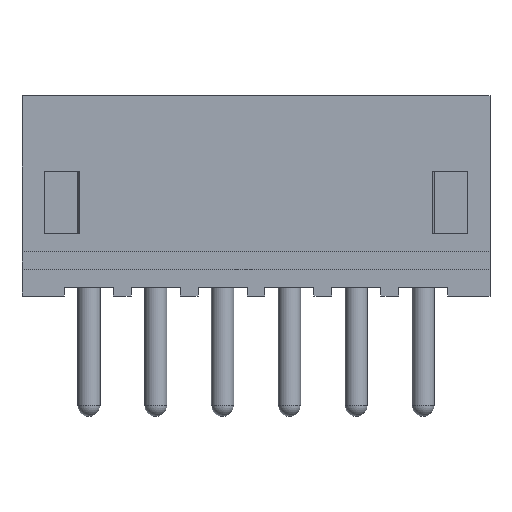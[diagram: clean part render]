
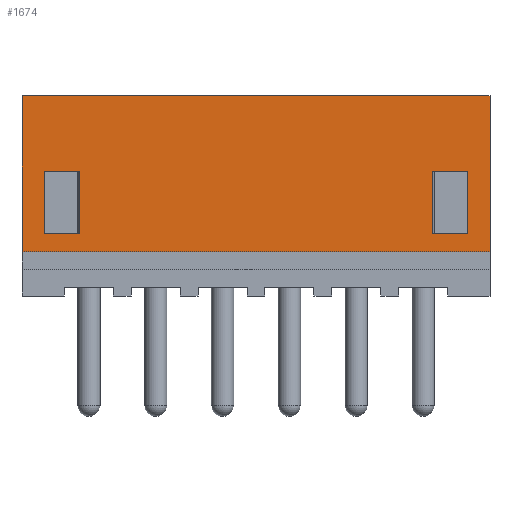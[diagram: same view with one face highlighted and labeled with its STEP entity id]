
A CAD part, left-side view. The second image highlights one B-rep face of the part: STEP entity #1674.
In plain terms, the highlighted planar face has unit normal (-1, 0, 0).
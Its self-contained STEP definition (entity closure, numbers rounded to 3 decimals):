
#26=FACE_BOUND('',#301,.T.);
#27=FACE_BOUND('',#302,.T.);
#202=FACE_OUTER_BOUND('',#300,.T.);
#300=EDGE_LOOP('',(#1514,#1515,#1516,#1517));
#301=EDGE_LOOP('',(#1518,#1519,#1520,#1521));
#302=EDGE_LOOP('',(#1522,#1523,#1524,#1525));
#306=LINE('',#2274,#496);
#310=LINE('',#2281,#500);
#329=LINE('',#2404,#519);
#402=LINE('',#2559,#592);
#411=LINE('',#2576,#601);
#415=LINE('',#2583,#605);
#428=LINE('',#2608,#618);
#430=LINE('',#2612,#620);
#486=LINE('',#2724,#676);
#488=LINE('',#2728,#678);
#492=LINE('',#2735,#682);
#493=LINE('',#2736,#683);
#496=VECTOR('',#1828,10.);
#500=VECTOR('',#1834,10.);
#519=VECTOR('',#1977,10.);
#592=VECTOR('',#2088,10.);
#601=VECTOR('',#2103,10.);
#605=VECTOR('',#2111,10.);
#618=VECTOR('',#2130,10.);
#620=VECTOR('',#2134,10.);
#676=VECTOR('',#2246,10.);
#678=VECTOR('',#2250,10.);
#682=VECTOR('',#2260,10.);
#683=VECTOR('',#2261,10.);
#686=VERTEX_POINT('',#2271);
#687=VERTEX_POINT('',#2273);
#689=VERTEX_POINT('',#2279);
#730=VERTEX_POINT('',#2400);
#731=VERTEX_POINT('',#2402);
#794=VERTEX_POINT('',#2557);
#799=VERTEX_POINT('',#2574);
#808=VERTEX_POINT('',#2605);
#809=VERTEX_POINT('',#2607);
#810=VERTEX_POINT('',#2611);
#838=VERTEX_POINT('',#2723);
#839=VERTEX_POINT('',#2727);
#842=EDGE_CURVE('',#687,#686,#306,.T.);
#846=EDGE_CURVE('',#686,#689,#310,.T.);
#901=EDGE_CURVE('',#730,#731,#329,.T.);
#978=EDGE_CURVE('',#731,#794,#402,.T.);
#987=EDGE_CURVE('',#799,#794,#411,.T.);
#991=EDGE_CURVE('',#730,#799,#415,.T.);
#1004=EDGE_CURVE('',#809,#808,#428,.T.);
#1006=EDGE_CURVE('',#810,#687,#430,.T.);
#1062=EDGE_CURVE('',#838,#809,#486,.T.);
#1064=EDGE_CURVE('',#839,#838,#488,.T.);
#1068=EDGE_CURVE('',#689,#810,#492,.T.);
#1069=EDGE_CURVE('',#808,#839,#493,.T.);
#1514=ORIENTED_EDGE('',*,*,#901,.T.);
#1515=ORIENTED_EDGE('',*,*,#978,.T.);
#1516=ORIENTED_EDGE('',*,*,#987,.F.);
#1517=ORIENTED_EDGE('',*,*,#991,.F.);
#1518=ORIENTED_EDGE('',*,*,#1068,.T.);
#1519=ORIENTED_EDGE('',*,*,#1006,.T.);
#1520=ORIENTED_EDGE('',*,*,#842,.T.);
#1521=ORIENTED_EDGE('',*,*,#846,.T.);
#1522=ORIENTED_EDGE('',*,*,#1069,.T.);
#1523=ORIENTED_EDGE('',*,*,#1064,.T.);
#1524=ORIENTED_EDGE('',*,*,#1062,.T.);
#1525=ORIENTED_EDGE('',*,*,#1004,.T.);
#1588=PLANE('',#1820);
#1674=ADVANCED_FACE('',(#202,#26,#27),#1588,.T.);
#1820=AXIS2_PLACEMENT_3D('',#2737,#2262,#2263);
#1828=DIRECTION('',(0.,-1.,0.));
#1834=DIRECTION('',(0.,0.,-1.));
#1977=DIRECTION('',(0.,-1.,0.));
#2088=DIRECTION('',(0.,0.,1.));
#2103=DIRECTION('',(0.,-1.,0.));
#2111=DIRECTION('',(0.,0.,1.));
#2130=DIRECTION('',(0.,0.,-1.));
#2134=DIRECTION('',(0.,0.,1.));
#2246=DIRECTION('',(0.,-1.,0.));
#2250=DIRECTION('',(0.,0.,1.));
#2260=DIRECTION('',(0.,1.,0.));
#2261=DIRECTION('',(0.,1.,0.));
#2262=DIRECTION('center_axis',(-1.,0.,0.));
#2263=DIRECTION('ref_axis',(0.,-1.,0.));
#2271=CARTESIAN_POINT('',(-1.3,7.7,2.8));
#2273=CARTESIAN_POINT('',(-1.3,8.5,2.8));
#2274=CARTESIAN_POINT('',(-1.3,8.35,2.8));
#2279=CARTESIAN_POINT('',(-1.3,7.7,1.4));
#2281=CARTESIAN_POINT('',(-1.3,7.7,0.7));
#2400=CARTESIAN_POINT('',(-1.3,9.,1.));
#2402=CARTESIAN_POINT('',(-1.3,-1.5,1.));
#2404=CARTESIAN_POINT('',(-1.3,3.75,1.));
#2557=CARTESIAN_POINT('',(-1.3,-1.5,4.5));
#2559=CARTESIAN_POINT('',(-1.3,-1.5,0.));
#2574=CARTESIAN_POINT('',(-1.3,9.,4.5));
#2576=CARTESIAN_POINT('',(-1.3,9.,4.5));
#2583=CARTESIAN_POINT('',(-1.3,9.,0.));
#2605=CARTESIAN_POINT('',(-1.3,-1.,1.4));
#2607=CARTESIAN_POINT('',(-1.3,-1.,2.8));
#2608=CARTESIAN_POINT('',(-1.3,-1.,1.4));
#2611=CARTESIAN_POINT('',(-1.3,8.5,1.4));
#2612=CARTESIAN_POINT('',(-1.3,8.5,1.4));
#2723=CARTESIAN_POINT('',(-1.3,-0.2,2.8));
#2724=CARTESIAN_POINT('',(-1.3,4.4,2.8));
#2727=CARTESIAN_POINT('',(-1.3,-0.2,1.4));
#2728=CARTESIAN_POINT('',(-1.3,-0.2,0.7));
#2735=CARTESIAN_POINT('',(-1.3,8.75,1.4));
#2736=CARTESIAN_POINT('',(-1.3,4.,1.4));
#2737=CARTESIAN_POINT('Origin',(-1.3,9.,0.));
